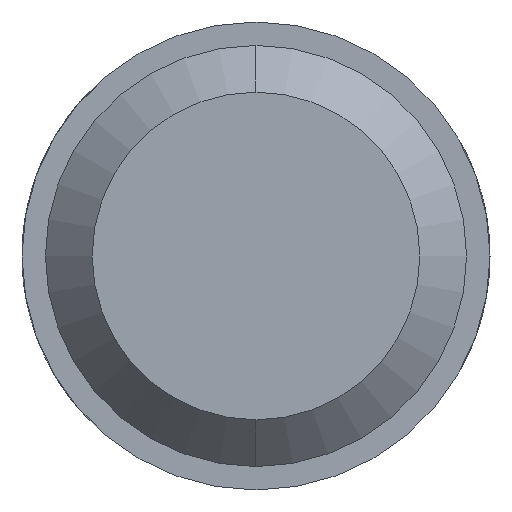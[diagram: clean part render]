
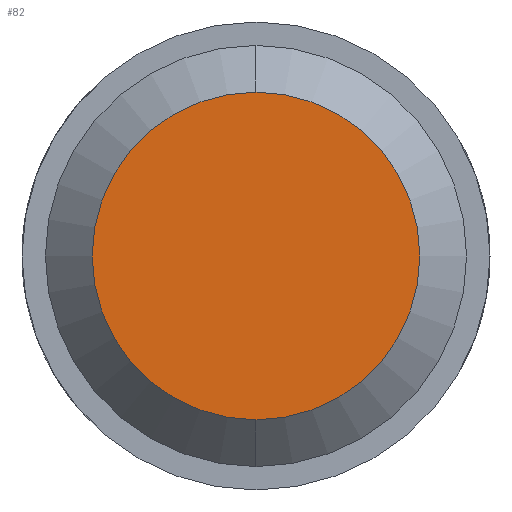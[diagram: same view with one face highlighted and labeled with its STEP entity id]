
A CAD part, left-side view. The second image highlights one B-rep face of the part: STEP entity #82.
In plain terms, the highlighted planar face has unit normal (-1, 0, 0).
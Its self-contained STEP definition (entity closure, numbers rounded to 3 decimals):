
#39 = CARTESIAN_POINT ( 'NONE',  ( -89., 0., 0. ) ) ;
#49 = DIRECTION ( 'NONE',  ( -1., 0., 0. ) ) ;
#69 = EDGE_LOOP ( 'NONE', ( #628, #688 ) ) ;
#82 = ADVANCED_FACE ( 'NONE', ( #228 ), #836, .F. ) ;
#84 = AXIS2_PLACEMENT_3D ( 'NONE', #501, #225, #238 ) ;
#85 = CIRCLE ( 'NONE', #823, 3.5 ) ;
#98 = VERTEX_POINT ( 'NONE', #455 ) ;
#144 = EDGE_CURVE ( 'NONE', #743, #98, #394, .T. ) ;
#211 = AXIS2_PLACEMENT_3D ( 'NONE', #39, #651, #725 ) ;
#225 = DIRECTION ( 'NONE',  ( 1., 0., 0. ) ) ;
#228 = FACE_OUTER_BOUND ( 'NONE', #69, .T. ) ;
#238 = DIRECTION ( 'NONE',  ( 0., 0., -1. ) ) ;
#275 = DIRECTION ( 'NONE',  ( 0., 0., -1. ) ) ;
#394 = CIRCLE ( 'NONE', #211, 3.5 ) ;
#455 = CARTESIAN_POINT ( 'NONE',  ( -89., 0., -3.5 ) ) ;
#501 = CARTESIAN_POINT ( 'NONE',  ( -89., 0., 0. ) ) ;
#628 = ORIENTED_EDGE ( 'NONE', *, *, #794, .T. ) ;
#651 = DIRECTION ( 'NONE',  ( -1., 0., 0. ) ) ;
#681 = CARTESIAN_POINT ( 'NONE',  ( -89., 0., 0. ) ) ;
#688 = ORIENTED_EDGE ( 'NONE', *, *, #144, .T. ) ;
#725 = DIRECTION ( 'NONE',  ( 0., 0., -1. ) ) ;
#743 = VERTEX_POINT ( 'NONE', #755 ) ;
#755 = CARTESIAN_POINT ( 'NONE',  ( -89., 0., 3.5 ) ) ;
#794 = EDGE_CURVE ( 'NONE', #98, #743, #85, .T. ) ;
#823 = AXIS2_PLACEMENT_3D ( 'NONE', #681, #49, #275 ) ;
#836 = PLANE ( 'NONE',  #84 ) ;
